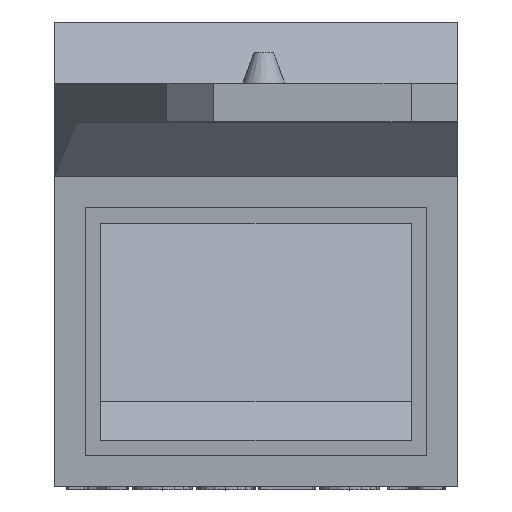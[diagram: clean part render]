
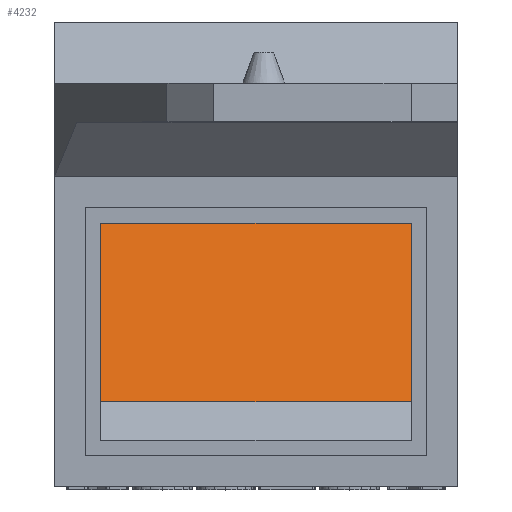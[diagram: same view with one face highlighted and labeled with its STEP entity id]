
A CAD part, top view. The second image highlights one B-rep face of the part: STEP entity #4232.
In plain terms, the highlighted planar face has unit normal (0, 0.25, 0.968).
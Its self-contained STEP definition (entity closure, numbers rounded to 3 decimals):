
#712=FACE_OUTER_BOUND('',#952,.T.);
#952=EDGE_LOOP('',(#3893,#3894,#3895,#3896));
#1224=LINE('',#7340,#1550);
#1235=LINE('',#7365,#1561);
#1278=LINE('',#7459,#1604);
#1279=LINE('',#7461,#1605);
#1550=VECTOR('',#4700,10.);
#1561=VECTOR('',#4721,10.);
#1604=VECTOR('',#4820,10.);
#1605=VECTOR('',#4823,10.);
#1996=VERTEX_POINT('',#7337);
#1997=VERTEX_POINT('',#7339);
#2005=VERTEX_POINT('',#7362);
#2006=VERTEX_POINT('',#7364);
#2600=EDGE_CURVE('',#1997,#1996,#1224,.T.);
#2613=EDGE_CURVE('',#2005,#2006,#1235,.T.);
#2659=EDGE_CURVE('',#2006,#1996,#1278,.F.);
#2660=EDGE_CURVE('',#1997,#2005,#1279,.T.);
#3893=ORIENTED_EDGE('',*,*,#2613,.F.);
#3894=ORIENTED_EDGE('',*,*,#2660,.F.);
#3895=ORIENTED_EDGE('',*,*,#2600,.T.);
#3896=ORIENTED_EDGE('',*,*,#2659,.F.);
#4004=PLANE('',#4333);
#4232=ADVANCED_FACE('',(#712),#4004,.F.);
#4333=AXIS2_PLACEMENT_3D('',#7460,#4821,#4822);
#4700=DIRECTION('',(0.,-0.968,0.25));
#4721=DIRECTION('',(0.,-0.968,0.25));
#4820=DIRECTION('',(1.,0.,0.));
#4821=DIRECTION('center_axis',(0.,-0.25,
-0.968));
#4822=DIRECTION('ref_axis',(0.,-0.968,0.25));
#4823=DIRECTION('',(1.,0.,0.));
#7337=CARTESIAN_POINT('',(-4.5,-57.275,-22.489));
#7339=CARTESIAN_POINT('',(-4.5,-33.29,-28.68));
#7340=CARTESIAN_POINT('',(-4.5,-41.053,-26.676));
#7362=CARTESIAN_POINT('',(19.5,-33.29,-28.68));
#7364=CARTESIAN_POINT('',(19.5,-57.275,-22.489));
#7365=CARTESIAN_POINT('',(19.5,-41.053,-26.676));
#7459=CARTESIAN_POINT('',(20.5,-57.275,-22.489));
#7460=CARTESIAN_POINT('Origin',(20.5,-33.29,-28.68));
#7461=CARTESIAN_POINT('',(20.5,-33.29,-28.68));
